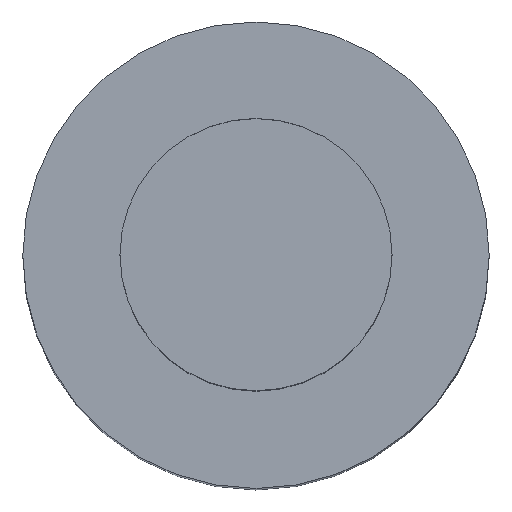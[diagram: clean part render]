
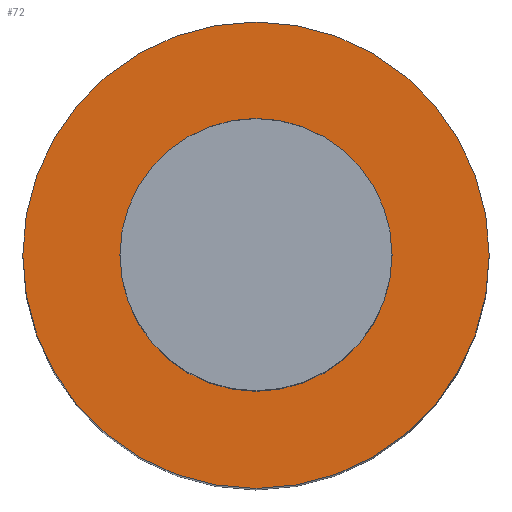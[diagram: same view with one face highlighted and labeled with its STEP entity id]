
A CAD part, top view. The second image highlights one B-rep face of the part: STEP entity #72.
In plain terms, the highlighted planar face has unit normal (0, 0, 1).
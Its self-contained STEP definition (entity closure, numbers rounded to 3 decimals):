
#72=ADVANCED_FACE('240[2]',(#163,#164),#165,.T.);
#87=EDGE_CURVE('240[2]',#187,#187,#188,.T.);
#91=EDGE_CURVE('240[2]',#193,#193,#194,.T.);
#163=FACE_BOUND('',#303,.T.);
#164=FACE_OUTER_BOUND('',#304,.T.);
#165=PLANE('',#305);
#187=VERTEX_POINT('',#399);
#188=CIRCLE('',#400,7.0);
#193=VERTEX_POINT('',#407);
#194=CIRCLE('',#408,12.0);
#303=EDGE_LOOP('',(#580));
#304=EDGE_LOOP('',(#581));
#305=AXIS2_PLACEMENT_3D('',#582,#583,#584);
#399=CARTESIAN_POINT('',(7.0,0.0,0.0));
#400=AXIS2_PLACEMENT_3D('',#602,#603,#604);
#407=CARTESIAN_POINT('',(0.,12.0,0.));
#408=AXIS2_PLACEMENT_3D('',#608,#609,#610);
#580=ORIENTED_EDGE('',*,*,#87,.T.);
#581=ORIENTED_EDGE('',*,*,#91,.T.);
#582=CARTESIAN_POINT('',(0.,6.0,0.));
#583=DIRECTION('',(0.,0.,1.0));
#584=DIRECTION('',(1.0,0.,0.0));
#602=CARTESIAN_POINT('',(0.0,0.0,0.));
#603=DIRECTION('',(0.,0.,-1.0));
#604=DIRECTION('',(1.0,0.,0.));
#608=CARTESIAN_POINT('',(0.0,0.0,0.0));
#609=DIRECTION('',(0.,0.,1.0));
#610=DIRECTION('',(0.,1.0,0.));
